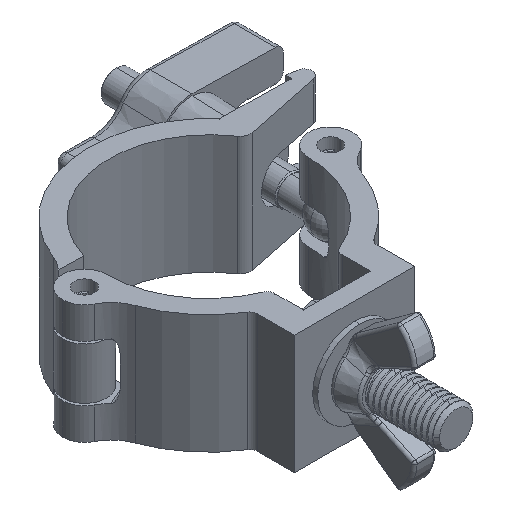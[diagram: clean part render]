
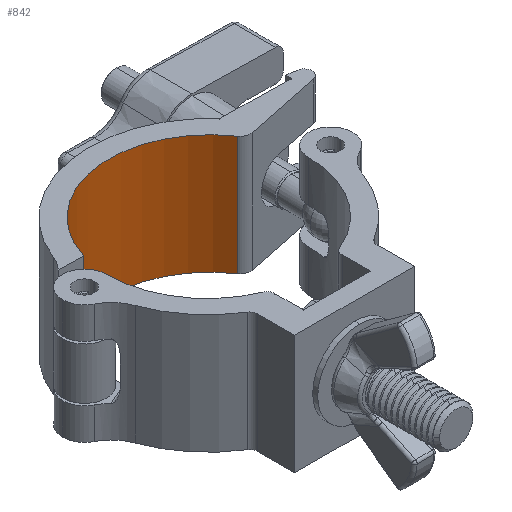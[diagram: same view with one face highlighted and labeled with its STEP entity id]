
A CAD part, isometric view. The second image highlights one B-rep face of the part: STEP entity #842.
In plain terms, the highlighted cylindrical face has radius 25.4 mm (diameter 50.8 mm), a partial arc.
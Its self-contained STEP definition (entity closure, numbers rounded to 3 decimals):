
#213 = VERTEX_POINT ( 'NONE', #5873 ) ;
#216 = LINE ( 'NONE', #1349, #8447 ) ;
#466 = DIRECTION ( 'NONE',  ( 0., 0., 1. ) ) ;
#584 = ORIENTED_EDGE ( 'NONE', *, *, #2737, .F. ) ;
#841 = AXIS2_PLACEMENT_3D ( 'NONE', #6040, #3914, #11680 ) ;
#842 = ADVANCED_FACE ( 'NONE', ( #2021 ), #3243, .F. ) ;
#843 = CARTESIAN_POINT ( 'NONE',  ( 5.52, 0., 6.45 ) ) ;
#944 = VERTEX_POINT ( 'NONE', #13621 ) ;
#991 = CARTESIAN_POINT ( 'NONE',  ( 6.504, 7., 6.45 ) ) ;
#1303 = CARTESIAN_POINT ( 'NONE',  ( 6.504, 7., -14.95 ) ) ;
#1349 = CARTESIAN_POINT ( 'NONE',  ( 51.731, 14.562, 14.95 ) ) ;
#1646 = AXIS2_PLACEMENT_3D ( 'NONE', #3136, #14229, #4193 ) ;
#2021 = FACE_OUTER_BOUND ( 'NONE', #6712, .T. ) ;
#2098 = VERTEX_POINT ( 'NONE', #1303 ) ;
#2155 = AXIS2_PLACEMENT_3D ( 'NONE', #12609, #13760, #7123 ) ;
#2204 = AXIS2_PLACEMENT_3D ( 'NONE', #7853, #12348, #11646 ) ;
#2346 = EDGE_CURVE ( 'NONE', #6889, #2098, #6290, .T. ) ;
#2366 = ORIENTED_EDGE ( 'NONE', *, *, #9149, .T. ) ;
#2438 = ORIENTED_EDGE ( 'NONE', *, *, #10194, .F. ) ;
#2520 = ORIENTED_EDGE ( 'NONE', *, *, #6024, .F. ) ;
#2737 = EDGE_CURVE ( 'NONE', #10251, #213, #11835, .T. ) ;
#2766 = EDGE_CURVE ( 'NONE', #213, #8347, #8684, .T. ) ;
#2956 = CARTESIAN_POINT ( 'NONE',  ( 51.731, 14.562, 14.95 ) ) ;
#3136 = CARTESIAN_POINT ( 'NONE',  ( 30.92, 0., -6.45 ) ) ;
#3243 = CYLINDRICAL_SURFACE ( 'NONE', #2204, 25.4 ) ;
#3914 = DIRECTION ( 'NONE',  ( 0., 0., -1. ) ) ;
#4189 = CARTESIAN_POINT ( 'NONE',  ( 5.52, 0., 14.95 ) ) ;
#4193 = DIRECTION ( 'NONE',  ( -1., 0., 0. ) ) ;
#4336 = VERTEX_POINT ( 'NONE', #843 ) ;
#4824 = CARTESIAN_POINT ( 'NONE',  ( 5.52, 0., -6.45 ) ) ;
#5396 = DIRECTION ( 'NONE',  ( 0., 0., -1. ) ) ;
#5865 = CARTESIAN_POINT ( 'NONE',  ( 30.92, 0., 6.45 ) ) ;
#5873 = CARTESIAN_POINT ( 'NONE',  ( 6.504, 7., 14.95 ) ) ;
#6024 = EDGE_CURVE ( 'NONE', #8347, #944, #216, .T. ) ;
#6040 = CARTESIAN_POINT ( 'NONE',  ( 30.92, 0., -14.95 ) ) ;
#6290 = LINE ( 'NONE', #10788, #10271 ) ;
#6712 = EDGE_LOOP ( 'NONE', ( #2438, #7524, #2366, #2520, #10913, #584, #8621, #9700 ) ) ;
#6889 = VERTEX_POINT ( 'NONE', #11635 ) ;
#7060 = CIRCLE ( 'NONE', #1646, 25.4 ) ;
#7123 = DIRECTION ( 'NONE',  ( 1., 0., 0. ) ) ;
#7489 = EDGE_CURVE ( 'NONE', #4336, #10251, #8479, .T. ) ;
#7524 = ORIENTED_EDGE ( 'NONE', *, *, #2346, .T. ) ;
#7853 = CARTESIAN_POINT ( 'NONE',  ( 30.92, 0., 14.95 ) ) ;
#8347 = VERTEX_POINT ( 'NONE', #2956 ) ;
#8447 = VECTOR ( 'NONE', #13510, 1000. ) ;
#8479 = CIRCLE ( 'NONE', #10355, 25.4 ) ;
#8621 = ORIENTED_EDGE ( 'NONE', *, *, #7489, .F. ) ;
#8684 = CIRCLE ( 'NONE', #2155, 25.4 ) ;
#9048 = DIRECTION ( 'NONE',  ( 0., 0., -1. ) ) ;
#9149 = EDGE_CURVE ( 'NONE', #2098, #944, #10553, .T. ) ;
#9700 = ORIENTED_EDGE ( 'NONE', *, *, #12071, .T. ) ;
#10194 = EDGE_CURVE ( 'NONE', #6889, #14144, #7060, .T. ) ;
#10251 = VERTEX_POINT ( 'NONE', #991 ) ;
#10271 = VECTOR ( 'NONE', #5396, 1000. ) ;
#10355 = AXIS2_PLACEMENT_3D ( 'NONE', #5865, #9048, #11394 ) ;
#10553 = CIRCLE ( 'NONE', #841, 25.4 ) ;
#10788 = CARTESIAN_POINT ( 'NONE',  ( 6.504, 7., -6.45 ) ) ;
#10913 = ORIENTED_EDGE ( 'NONE', *, *, #2766, .F. ) ;
#11371 = VECTOR ( 'NONE', #11944, 1000. ) ;
#11394 = DIRECTION ( 'NONE',  ( 1., 0., 0. ) ) ;
#11635 = CARTESIAN_POINT ( 'NONE',  ( 6.504, 7., -6.45 ) ) ;
#11646 = DIRECTION ( 'NONE',  ( -1., 0., 0. ) ) ;
#11680 = DIRECTION ( 'NONE',  ( 1., 0., 0. ) ) ;
#11835 = LINE ( 'NONE', #13577, #12173 ) ;
#11944 = DIRECTION ( 'NONE',  ( 0., 0., -1. ) ) ;
#12071 = EDGE_CURVE ( 'NONE', #4336, #14144, #12752, .T. ) ;
#12173 = VECTOR ( 'NONE', #466, 1000. ) ;
#12348 = DIRECTION ( 'NONE',  ( 0., 0., -1. ) ) ;
#12609 = CARTESIAN_POINT ( 'NONE',  ( 30.92, 0., 14.95 ) ) ;
#12752 = LINE ( 'NONE', #4189, #11371 ) ;
#13510 = DIRECTION ( 'NONE',  ( 0., 0., -1. ) ) ;
#13577 = CARTESIAN_POINT ( 'NONE',  ( 6.504, 7., 6.45 ) ) ;
#13621 = CARTESIAN_POINT ( 'NONE',  ( 51.731, 14.562, -14.95 ) ) ;
#13760 = DIRECTION ( 'NONE',  ( 0., 0., -1. ) ) ;
#14144 = VERTEX_POINT ( 'NONE', #4824 ) ;
#14229 = DIRECTION ( 'NONE',  ( 0., 0., 1. ) ) ;
